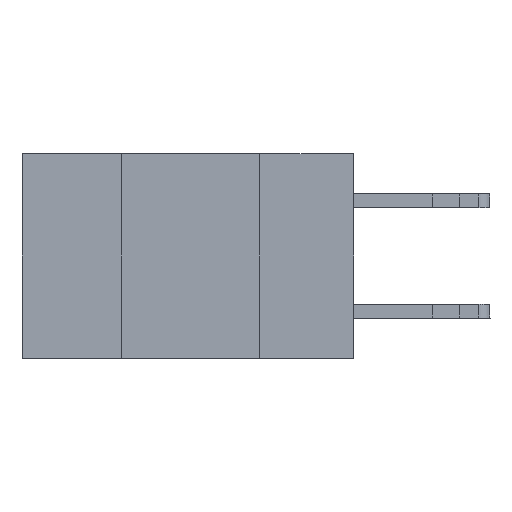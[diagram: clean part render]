
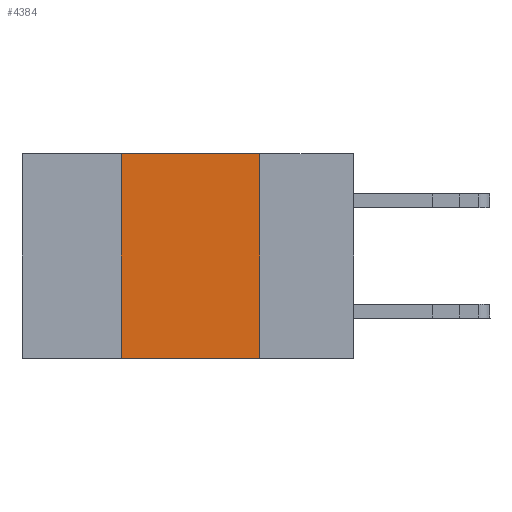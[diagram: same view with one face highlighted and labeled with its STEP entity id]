
A CAD part, left-side view. The second image highlights one B-rep face of the part: STEP entity #4384.
In plain terms, the highlighted planar face has unit normal (-1, 0, 0).
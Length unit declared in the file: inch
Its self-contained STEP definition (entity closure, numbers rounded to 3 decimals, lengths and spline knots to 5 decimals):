
#368 = DIRECTION ( 'NONE',  ( 0., -1., 0. ) ) ;
#909 = VECTOR ( 'NONE', #5937, 39.37008 ) ;
#1439 = ORIENTED_EDGE ( 'NONE', *, *, #7304, .F. ) ;
#1565 = VECTOR ( 'NONE', #368, 39.37008 ) ;
#1890 = LINE ( 'NONE', #14324, #909 ) ;
#4384 = ADVANCED_FACE ( 'NONE', ( #9594 ), #13166, .F. ) ;
#4656 = VERTEX_POINT ( 'NONE', #10816 ) ;
#4724 = LINE ( 'NONE', #9142, #1565 ) ;
#5636 = DIRECTION ( 'NONE',  ( 0., -1., 0. ) ) ;
#5743 = LINE ( 'NONE', #14071, #13191 ) ;
#5937 = DIRECTION ( 'NONE',  ( 0., 0., -1. ) ) ;
#6087 = VECTOR ( 'NONE', #14118, 39.37008 ) ;
#7052 = CARTESIAN_POINT ( 'NONE',  ( 0., 0.42, 0. ) ) ;
#7304 = EDGE_CURVE ( 'NONE', #9977, #14377, #5743, .T. ) ;
#9142 = CARTESIAN_POINT ( 'NONE',  ( 0., 0.6, -0.37 ) ) ;
#9174 = ORIENTED_EDGE ( 'NONE', *, *, #15789, .F. ) ;
#9594 = FACE_OUTER_BOUND ( 'NONE', #10847, .T. ) ;
#9635 = CARTESIAN_POINT ( 'NONE',  ( 0., 0.17, 0. ) ) ;
#9977 = VERTEX_POINT ( 'NONE', #18011 ) ;
#10816 = CARTESIAN_POINT ( 'NONE',  ( 0., 0.42, -0.37 ) ) ;
#10836 = DIRECTION ( 'NONE',  ( 0., 0., -1. ) ) ;
#10847 = EDGE_LOOP ( 'NONE', ( #14568, #1439, #9174, #17280 ) ) ;
#10952 = EDGE_CURVE ( 'NONE', #4656, #15785, #4724, .T. ) ;
#11115 = CARTESIAN_POINT ( 'NONE',  ( 0., 0.17, -0.37 ) ) ;
#11355 = DIRECTION ( 'NONE',  ( 1., 0., 0. ) ) ;
#11946 = CARTESIAN_POINT ( 'NONE',  ( 0., 0.6, 0. ) ) ;
#13166 = PLANE ( 'NONE',  #13246 ) ;
#13191 = VECTOR ( 'NONE', #5636, 39.37008 ) ;
#13246 = AXIS2_PLACEMENT_3D ( 'NONE', #11946, #11355, #10836 ) ;
#14071 = CARTESIAN_POINT ( 'NONE',  ( 0., 0.6, 0. ) ) ;
#14118 = DIRECTION ( 'NONE',  ( 0., 0., 1. ) ) ;
#14324 = CARTESIAN_POINT ( 'NONE',  ( 0., 0.17, 0. ) ) ;
#14377 = VERTEX_POINT ( 'NONE', #9635 ) ;
#14568 = ORIENTED_EDGE ( 'NONE', *, *, #15210, .F. ) ;
#15210 = EDGE_CURVE ( 'NONE', #14377, #15785, #1890, .T. ) ;
#15785 = VERTEX_POINT ( 'NONE', #11115 ) ;
#15789 = EDGE_CURVE ( 'NONE', #4656, #9977, #17421, .T. ) ;
#17280 = ORIENTED_EDGE ( 'NONE', *, *, #10952, .T. ) ;
#17421 = LINE ( 'NONE', #7052, #6087 ) ;
#18011 = CARTESIAN_POINT ( 'NONE',  ( 0., 0.42, 0. ) ) ;
